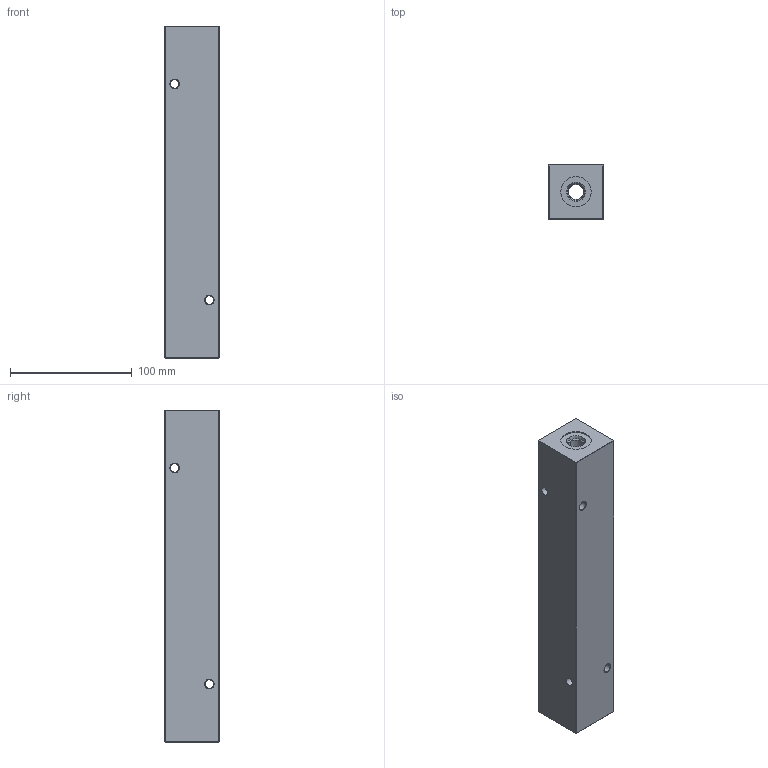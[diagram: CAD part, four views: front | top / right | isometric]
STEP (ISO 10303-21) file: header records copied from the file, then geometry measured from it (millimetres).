
FILE_DESCRIPTION (( 'STEP AP203' ), '1' );
FILE_NAME ('HM-6-0-S-6-2.STEP', '2020-09-28T21:22:22', ( '' ), ( '' ), 'SwSTEP 2.0', 'SolidWorks 2019', '' );
FILE_SCHEMA (( 'CONFIG_CONTROL_DESIGN' ));
Length unit declared in the file: inch
Products named in the file (1): HM-6-0-S-6-2
Bounding box: 44.45 x 44.45 x 273.05 mm (x, y, z)
Volume: 492414.7 mm3; surface area: 68059.2 mm2
Topology: 1 solids, 1 shells, 548 faces, 1405 edges, 900 vertices
Faces by surface type: plane 230, bspline 192, cone 64, cylinder 62
Entity records: 26034 total; most frequent: CARTESIAN_POINT 13938, ORIENTED_EDGE 2810, DIRECTION 1845, EDGE_CURVE 1405, VERTEX_POINT 900, LINE 831, VECTOR 831, EDGE_LOOP 615
